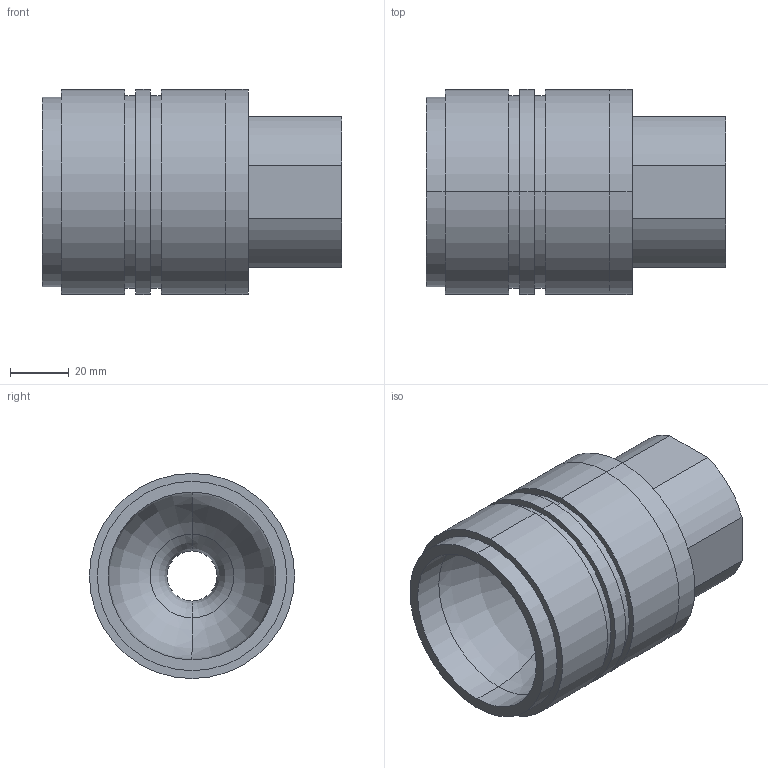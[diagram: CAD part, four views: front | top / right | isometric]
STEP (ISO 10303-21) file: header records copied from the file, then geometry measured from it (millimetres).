
FILE_DESCRIPTION (( 'STEP AP214' ), '1' );
FILE_NAME ('2018-01-09 SHF-Composite Nozzle-V-02.STEP', '2018-01-12T00:36:44', ( '' ), ( '' ), 'SwSTEP 2.0', 'SolidWorks 2017', '' );
FILE_SCHEMA (( 'AUTOMOTIVE_DESIGN' ));
Length unit declared in the file: millimetre
Products named in the file (4): Nozzle - Steel Diverging Section-V-02; Nozzle - Graphite Throat Insert-V-02; 2018-01-09 SHF-Composite Nozzle-V-02; Nozzle - Steel Converging Section-V-02
Assembly tree (3 placements, depth 2):
  2018-01-09 SHF-Composite Nozzle-V-02
    Nozzle - Steel Converging Section-V-02
    Nozzle - Graphite Throat Insert-V-02
    Nozzle - Steel Diverging Section-V-02
Bounding box: 101.6 x 69.65 x 69.65 mm (x, y, z)
Volume: 188413.8 mm3; surface area: 56658.2 mm2
Topology: 3 solids, 3 shells, 103 faces, 230 edges, 142 vertices
Faces by surface type: cylinder 52, plane 23, cone 16, torus 10, bspline 2
Entity records: 3136 total; most frequent: DIRECTION 574, CARTESIAN_POINT 499, ORIENTED_EDGE 444, AXIS2_PLACEMENT_3D 247, EDGE_CURVE 222, VERTEX_POINT 142, CIRCLE 140, EDGE_LOOP 134
